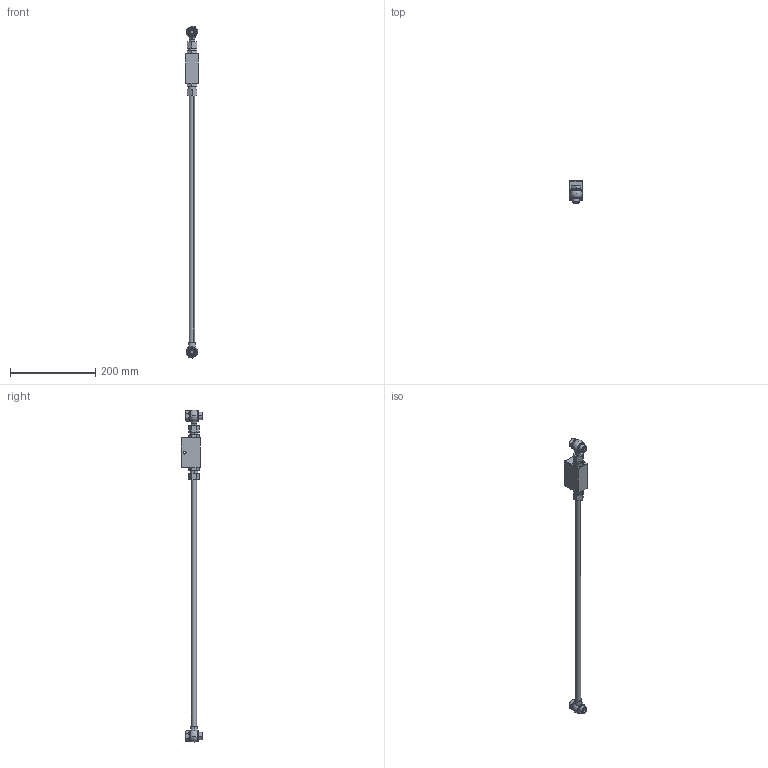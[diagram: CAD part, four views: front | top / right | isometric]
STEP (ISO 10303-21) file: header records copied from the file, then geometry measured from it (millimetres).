
FILE_DESCRIPTION (( 'STEP AP203' ), '1' );
FILE_NAME ('ARDP6750.STEP', '2017-09-06T05:58:30', ( '' ), ( '' ), 'SwSTEP 2.0', 'SolidWorks 2017', '' );
FILE_SCHEMA (( 'CONFIG_CONTROL_DESIGN' ));
Length unit declared in the file: millimetre
Products named in the file (1): ARDP6750
Bounding box: 30 x 50.5 x 778 mm (x, y, z)
Surface area: 55919.1 mm2 (no closed solid volume)
Topology: 0 solids, 17 shells, 206 faces, 579 edges, 373 vertices
Faces by surface type: plane 83, cone 65, cylinder 48, sphere 5, torus 3, bspline 2
Entity records: 8216 total; most frequent: CARTESIAN_POINT 3072, DIRECTION 1042, ORIENTED_EDGE 983, EDGE_CURVE 572, AXIS2_PLACEMENT_3D 431, VERTEX_POINT 369, EDGE_LOOP 244, CIRCLE 226
